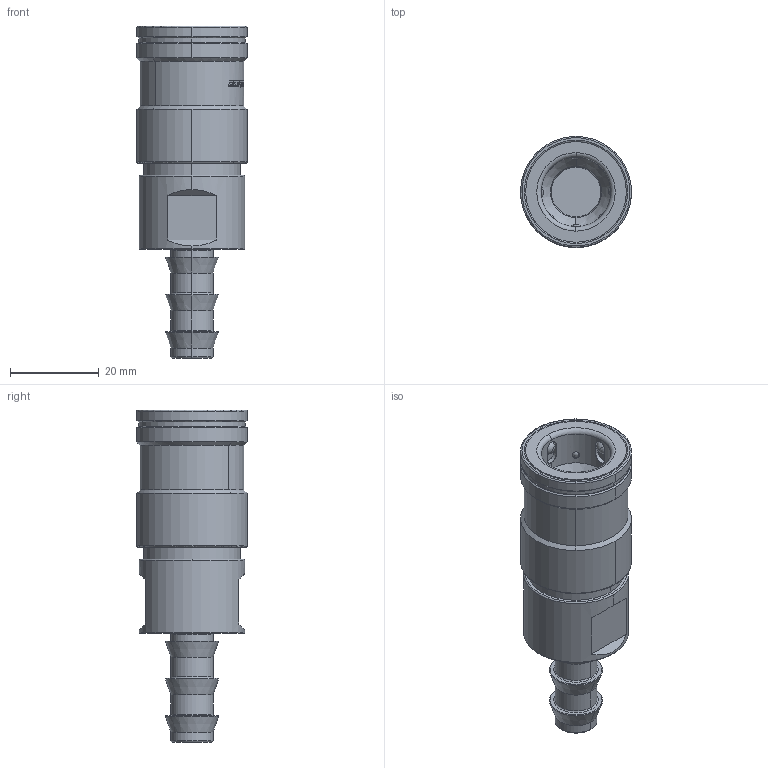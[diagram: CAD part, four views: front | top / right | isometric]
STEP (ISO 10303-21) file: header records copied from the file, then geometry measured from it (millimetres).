
FILE_DESCRIPTION (( 'STEP AP214' ), '1' );
FILE_NAME ('04-1.STEP', '2025-01-15T05:40:20', ( 'Windows 蚚誧' ), ( '' ), 'SwSTEP 2.0', 'SolidWorks 2023', '' );
FILE_SCHEMA (( 'AUTOMOTIVE_DESIGN' ));
Length unit declared in the file: millimetre
Products named in the file (5): 04-1.sldasm-Part-1; 04-1.sldasm-Part-4; 04-1.sldasm-Part-2; 04-1; 04-1.sldasm-Part-3
Assembly tree (4 placements, depth 2):
  04-1
    04-1.sldasm-Part-1
    04-1.sldasm-Part-2
    04-1.sldasm-Part-3
    04-1.sldasm-Part-4
Bounding box: 24.96 x 25 x 74.85 mm (x, y, z)
Volume: 21174.3 mm3; surface area: 7290.3 mm2
Topology: 4 solids, 4 shells, 438 faces, 1129 edges, 738 vertices
Faces by surface type: plane 165, bspline 130, cylinder 64, cone 37, torus 26, sphere 16
Entity records: 21020 total; most frequent: CARTESIAN_POINT 6741, ORIENTED_EDGE 2216, DIRECTION 1492, EDGE_CURVE 1108, VERTEX_POINT 725, AXIS2_PLACEMENT_3D 548, EDGE_LOOP 485, UNCERTAINTY_MEASURE_WITH_UNIT 441
